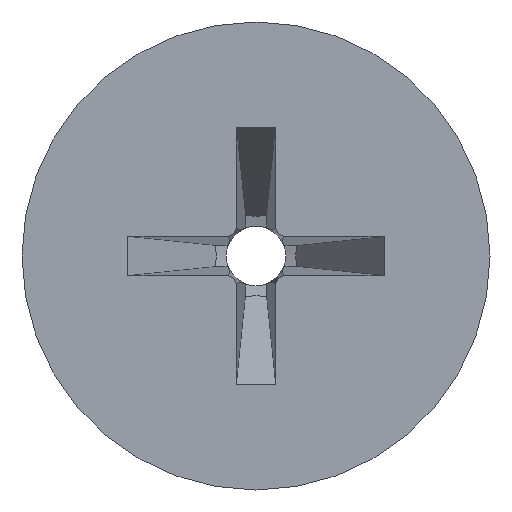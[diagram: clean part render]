
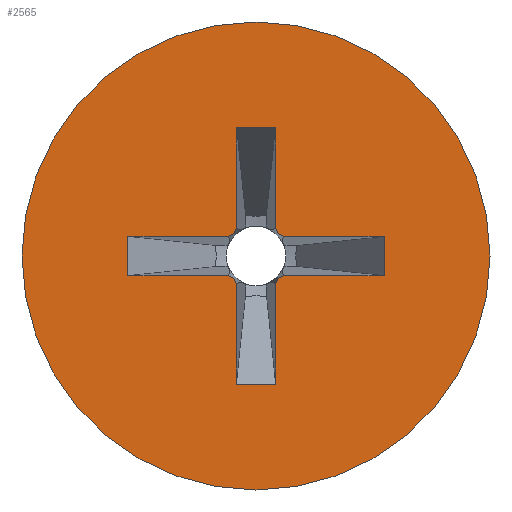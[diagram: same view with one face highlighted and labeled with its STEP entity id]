
A CAD part, left-side view. The second image highlights one B-rep face of the part: STEP entity #2565.
In plain terms, the highlighted planar face has unit normal (-1, 0, 0).
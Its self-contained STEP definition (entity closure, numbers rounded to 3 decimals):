
#115=CARTESIAN_POINT('',(0.,0.,0.));
#116=DIRECTION('',(-1.,0.,0.));
#117=DIRECTION('',(0.,1.,0.));
#118=AXIS2_PLACEMENT_3D('',#115,#116,#117);
#120=CARTESIAN_POINT('',(0.,0.,0.));
#121=DIRECTION('',(1.,0.,0.));
#122=DIRECTION('',(0.,1.,0.));
#123=AXIS2_PLACEMENT_3D('',#120,#121,#122);
#125=DIRECTION('',(0.,0.423,-0.906));
#126=VECTOR('',#125,0.102);
#127=CARTESIAN_POINT('',(0.,-0.396,-0.396));
#128=LINE('',#127,#126);
#129=DIRECTION('',(0.,0.906,-0.423));
#130=VECTOR('',#129,0.102);
#131=CARTESIAN_POINT('',(0.,-0.488,-0.353));
#132=LINE('',#131,#130);
#133=DIRECTION('',(0.,1.,0.));
#134=VECTOR('',#133,1.812);
#135=CARTESIAN_POINT('',(0.,-2.3,-0.353));
#136=LINE('',#135,#134);
#137=DIRECTION('',(0.,0.,-1.));
#138=VECTOR('',#137,0.705);
#139=CARTESIAN_POINT('',(0.,-2.3,0.353));
#140=LINE('',#139,#138);
#141=DIRECTION('',(0.,1.,0.));
#142=VECTOR('',#141,1.812);
#143=CARTESIAN_POINT('',(0.,-2.3,0.353));
#144=LINE('',#143,#142);
#145=DIRECTION('',(0.,0.906,0.423));
#146=VECTOR('',#145,0.102);
#147=CARTESIAN_POINT('',(0.,-0.488,0.353));
#148=LINE('',#147,#146);
#149=DIRECTION('',(0.,-0.423,-0.906));
#150=VECTOR('',#149,0.102);
#151=CARTESIAN_POINT('',(0.,-0.353,0.488));
#152=LINE('',#151,#150);
#153=DIRECTION('',(0.,0.,-1.));
#154=VECTOR('',#153,1.812);
#155=CARTESIAN_POINT('',(0.,-0.353,2.3));
#156=LINE('',#155,#154);
#157=DIRECTION('',(0.,1.,0.));
#158=VECTOR('',#157,0.705);
#159=CARTESIAN_POINT('',(0.,-0.353,2.3));
#160=LINE('',#159,#158);
#161=DIRECTION('',(0.,0.,-1.));
#162=VECTOR('',#161,1.812);
#163=CARTESIAN_POINT('',(0.,0.353,2.3));
#164=LINE('',#163,#162);
#165=DIRECTION('',(0.,0.423,-0.906));
#166=VECTOR('',#165,0.102);
#167=CARTESIAN_POINT('',(0.,0.353,0.488));
#168=LINE('',#167,#166);
#169=DIRECTION('',(0.,0.906,-0.423));
#170=VECTOR('',#169,0.102);
#171=CARTESIAN_POINT('',(0.,0.396,0.396));
#172=LINE('',#171,#170);
#173=DIRECTION('',(0.,1.,0.));
#174=VECTOR('',#173,1.812);
#175=CARTESIAN_POINT('',(0.,0.488,0.353));
#176=LINE('',#175,#174);
#177=DIRECTION('',(0.,0.,-1.));
#178=VECTOR('',#177,0.705);
#179=CARTESIAN_POINT('',(0.,2.3,0.353));
#180=LINE('',#179,#178);
#181=DIRECTION('',(0.,1.,0.));
#182=VECTOR('',#181,1.812);
#183=CARTESIAN_POINT('',(0.,0.488,-0.353));
#184=LINE('',#183,#182);
#185=DIRECTION('',(0.,0.906,0.423));
#186=VECTOR('',#185,0.102);
#187=CARTESIAN_POINT('',(0.,0.396,-0.396));
#188=LINE('',#187,#186);
#189=DIRECTION('',(0.,-0.423,-0.906));
#190=VECTOR('',#189,0.102);
#191=CARTESIAN_POINT('',(0.,0.396,-0.396));
#192=LINE('',#191,#190);
#193=DIRECTION('',(0.,0.,-1.));
#194=VECTOR('',#193,1.812);
#195=CARTESIAN_POINT('',(0.,0.353,-0.488));
#196=LINE('',#195,#194);
#197=DIRECTION('',(0.,1.,0.));
#198=VECTOR('',#197,0.705);
#199=CARTESIAN_POINT('',(0.,-0.353,-2.3));
#200=LINE('',#199,#198);
#201=DIRECTION('',(0.,0.,-1.));
#202=VECTOR('',#201,1.812);
#203=CARTESIAN_POINT('',(0.,-0.353,-0.488));
#204=LINE('',#203,#202);
#2393=CARTESIAN_POINT('',(0.,4.2,0.));
#2395=VERTEX_POINT('',#2393);
#2397=CARTESIAN_POINT('',(0.,-4.2,0.));
#2399=VERTEX_POINT('',#2397);
#2440=CARTESIAN_POINT('',(0.,-0.396,-0.396));
#2441=CARTESIAN_POINT('',(0.,-0.353,-0.488));
#2442=VERTEX_POINT('',#2440);
#2443=VERTEX_POINT('',#2441);
#2444=CARTESIAN_POINT('',(0.,-0.488,-0.353));
#2445=VERTEX_POINT('',#2444);
#2446=CARTESIAN_POINT('',(0.,-2.3,-0.353));
#2447=VERTEX_POINT('',#2446);
#2448=CARTESIAN_POINT('',(0.,-2.3,0.353));
#2449=VERTEX_POINT('',#2448);
#2450=CARTESIAN_POINT('',(0.,-0.488,0.353));
#2451=VERTEX_POINT('',#2450);
#2452=CARTESIAN_POINT('',(0.,-0.396,0.396));
#2453=VERTEX_POINT('',#2452);
#2454=CARTESIAN_POINT('',(0.,-0.353,0.488));
#2455=VERTEX_POINT('',#2454);
#2456=CARTESIAN_POINT('',(0.,-0.353,2.3));
#2457=VERTEX_POINT('',#2456);
#2458=CARTESIAN_POINT('',(0.,0.353,2.3));
#2459=VERTEX_POINT('',#2458);
#2460=CARTESIAN_POINT('',(0.,0.353,0.488));
#2461=VERTEX_POINT('',#2460);
#2462=CARTESIAN_POINT('',(0.,0.396,0.396));
#2463=VERTEX_POINT('',#2462);
#2464=CARTESIAN_POINT('',(0.,0.488,0.353));
#2465=VERTEX_POINT('',#2464);
#2466=CARTESIAN_POINT('',(0.,2.3,0.353));
#2467=VERTEX_POINT('',#2466);
#2468=CARTESIAN_POINT('',(0.,2.3,-0.353));
#2469=VERTEX_POINT('',#2468);
#2470=CARTESIAN_POINT('',(0.,0.488,-0.353));
#2471=VERTEX_POINT('',#2470);
#2472=CARTESIAN_POINT('',(0.,0.396,-0.396));
#2473=VERTEX_POINT('',#2472);
#2474=CARTESIAN_POINT('',(0.,0.353,-0.488));
#2475=VERTEX_POINT('',#2474);
#2476=CARTESIAN_POINT('',(0.,0.353,-2.3));
#2477=VERTEX_POINT('',#2476);
#2478=CARTESIAN_POINT('',(0.,-0.353,-2.3));
#2479=VERTEX_POINT('',#2478);
#2512=CARTESIAN_POINT('',(0.,0.,0.));
#2513=DIRECTION('',(1.,0.,0.));
#2514=DIRECTION('',(0.,-1.,0.));
#2515=AXIS2_PLACEMENT_3D('',#2512,#2513,#2514);
#2516=PLANE('',#2515);
#2518=ORIENTED_EDGE('',*,*,#2517,.F.);
#2520=ORIENTED_EDGE('',*,*,#2519,.T.);
#2521=EDGE_LOOP('',(#2518,#2520));
#2522=FACE_OUTER_BOUND('',#2521,.F.);
#2524=ORIENTED_EDGE('',*,*,#2523,.F.);
#2526=ORIENTED_EDGE('',*,*,#2525,.F.);
#2528=ORIENTED_EDGE('',*,*,#2527,.F.);
#2530=ORIENTED_EDGE('',*,*,#2529,.F.);
#2532=ORIENTED_EDGE('',*,*,#2531,.T.);
#2534=ORIENTED_EDGE('',*,*,#2533,.T.);
#2536=ORIENTED_EDGE('',*,*,#2535,.F.);
#2538=ORIENTED_EDGE('',*,*,#2537,.F.);
#2540=ORIENTED_EDGE('',*,*,#2539,.T.);
#2542=ORIENTED_EDGE('',*,*,#2541,.T.);
#2544=ORIENTED_EDGE('',*,*,#2543,.T.);
#2546=ORIENTED_EDGE('',*,*,#2545,.T.);
#2548=ORIENTED_EDGE('',*,*,#2547,.T.);
#2550=ORIENTED_EDGE('',*,*,#2549,.T.);
#2552=ORIENTED_EDGE('',*,*,#2551,.F.);
#2554=ORIENTED_EDGE('',*,*,#2553,.F.);
#2556=ORIENTED_EDGE('',*,*,#2555,.T.);
#2558=ORIENTED_EDGE('',*,*,#2557,.T.);
#2560=ORIENTED_EDGE('',*,*,#2559,.F.);
#2562=ORIENTED_EDGE('',*,*,#2561,.F.);
#2563=EDGE_LOOP('',(#2524,#2526,#2528,#2530,#2532,#2534,#2536,#2538,#2540,#2542,
#2544,#2546,#2548,#2550,#2552,#2554,#2556,#2558,#2560,#2562));
#2564=FACE_BOUND('',#2563,.F.);
#119=CIRCLE('',#118,4.2);
#124=CIRCLE('',#123,4.2);
#2517=EDGE_CURVE('',#2395,#2399,#119,.T.);
#2519=EDGE_CURVE('',#2395,#2399,#124,.T.);
#2523=EDGE_CURVE('',#2442,#2443,#128,.T.);
#2525=EDGE_CURVE('',#2445,#2442,#132,.T.);
#2527=EDGE_CURVE('',#2447,#2445,#136,.T.);
#2529=EDGE_CURVE('',#2449,#2447,#140,.T.);
#2531=EDGE_CURVE('',#2449,#2451,#144,.T.);
#2533=EDGE_CURVE('',#2451,#2453,#148,.T.);
#2535=EDGE_CURVE('',#2455,#2453,#152,.T.);
#2537=EDGE_CURVE('',#2457,#2455,#156,.T.);
#2539=EDGE_CURVE('',#2457,#2459,#160,.T.);
#2541=EDGE_CURVE('',#2459,#2461,#164,.T.);
#2543=EDGE_CURVE('',#2461,#2463,#168,.T.);
#2545=EDGE_CURVE('',#2463,#2465,#172,.T.);
#2547=EDGE_CURVE('',#2465,#2467,#176,.T.);
#2549=EDGE_CURVE('',#2467,#2469,#180,.T.);
#2551=EDGE_CURVE('',#2471,#2469,#184,.T.);
#2553=EDGE_CURVE('',#2473,#2471,#188,.T.);
#2555=EDGE_CURVE('',#2473,#2475,#192,.T.);
#2557=EDGE_CURVE('',#2475,#2477,#196,.T.);
#2559=EDGE_CURVE('',#2479,#2477,#200,.T.);
#2561=EDGE_CURVE('',#2443,#2479,#204,.T.);
#2565=ADVANCED_FACE('',(#2522,#2564),#2516,.F.);
